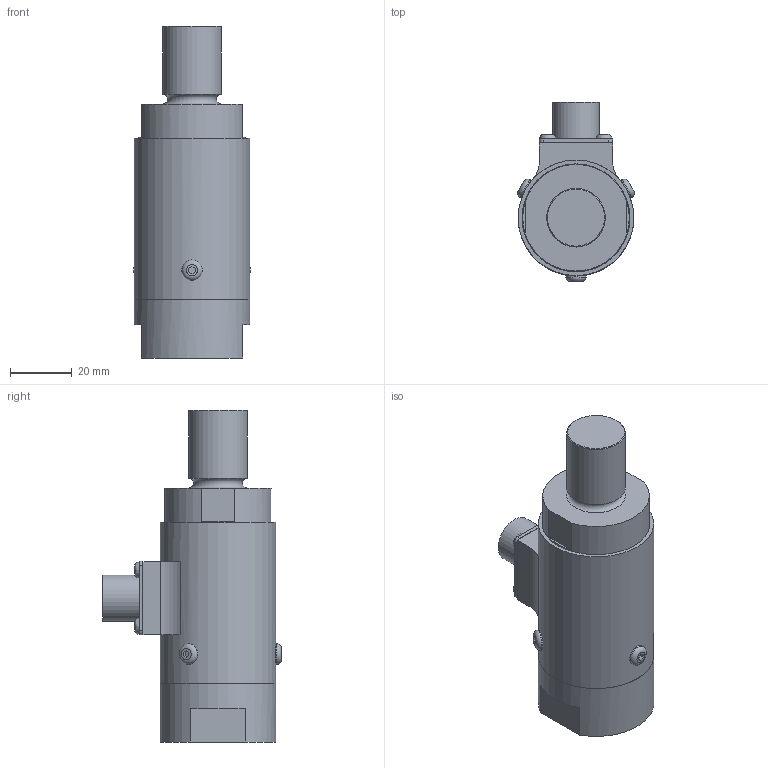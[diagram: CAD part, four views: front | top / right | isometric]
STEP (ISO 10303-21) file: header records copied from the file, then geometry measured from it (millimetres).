
FILE_DESCRIPTION((''),'2;1');
FILE_NAME('LCB400.stp','2010-09-17T16:46:54',('thomasl'),(''),'Autodesk Inventor 2008','Autodesk Inventor 2008','');
FILE_SCHEMA(('AUTOMOTIVE_DESIGN { 1 0 10303 214 1 1 1 1 }'));
Length unit declared in the file: inch
Products named in the file (8): LCB400; FLEXURE; ~FLEXURE; COVER; ~COVER; 6PIN-BENDIX; 6-32X25BH; 4
Assembly tree (12 placements, depth 3):
  LCB400
    FLEXURE
      ~FLEXURE
    COVER
      ~COVER
    6PIN-BENDIX
    6-32X25BH  x3
    4  x4
Bounding box: 38.02 x 58.19 x 107.95 mm (x, y, z)
Volume: 90206.8 mm3; surface area: 32803 mm2
Topology: 10 solids, 10 shells, 212 faces, 478 edges, 319 vertices
Faces by surface type: plane 111, cylinder 58, cone 26, bspline 13, torus 4
Full cylindrical faces by diameter (mm): 1.524 x12, 2.261 x4, 2.779 x3, 2.845 x8, 3.302 x4, 3.505 x3, 3.569 x3, 6.655 x3, 12.7 x1, 13.97 x1, 14.554 x1, 14.986 x1, 15.24 x1, 17.463 x1, 19.05 x1, 34.671 x1, 35.052 x1, 35.103 x1, 37.592 x2
Entity records: 4213 total; most frequent: CARTESIAN_POINT 1276, DIRECTION 586, ORIENTED_EDGE 438, AXIS2_PLACEMENT_3D 256, EDGE_LOOP 242, EDGE_CURVE 219, VERTEX_POINT 185, FACE_OUTER_BOUND 134
